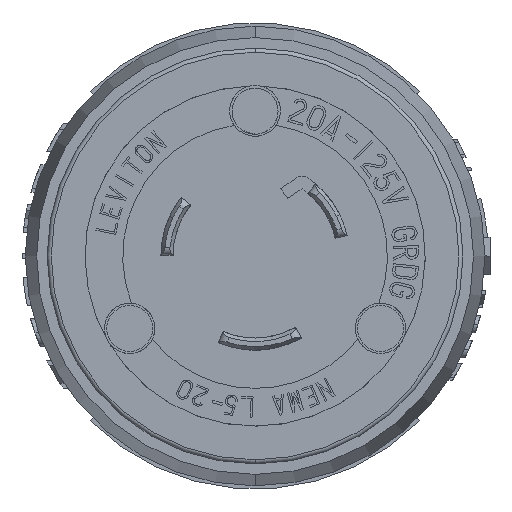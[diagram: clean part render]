
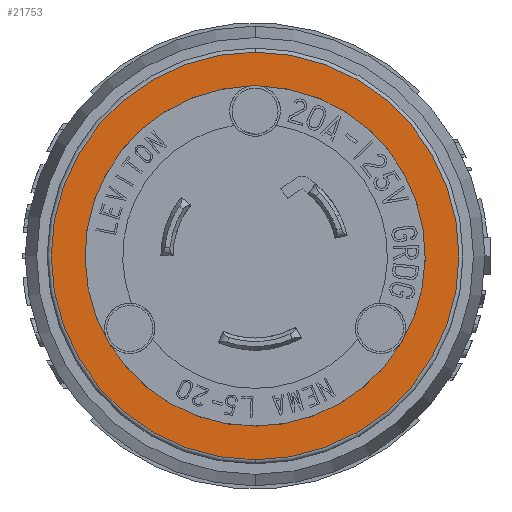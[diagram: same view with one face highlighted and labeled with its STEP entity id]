
A CAD part, left-side view. The second image highlights one B-rep face of the part: STEP entity #21753.
In plain terms, the highlighted planar face has unit normal (-1, 0, 0).
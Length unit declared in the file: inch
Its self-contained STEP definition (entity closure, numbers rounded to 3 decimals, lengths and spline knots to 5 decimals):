
#1347 = CIRCLE ( 'NONE', #16486, 0.8435 ) ;
#2126 = CARTESIAN_POINT ( 'NONE',  ( 0., 0., 1.011 ) ) ;
#2768 = PLANE ( 'NONE',  #39078 ) ;
#3481 = EDGE_CURVE ( 'NONE', #38288, #12913, #1347, .T. ) ;
#4290 = CIRCLE ( 'NONE', #8835, 1.011 ) ;
#5060 = CARTESIAN_POINT ( 'NONE',  ( 0., 0.02771, 0.84304 ) ) ;
#5850 = ORIENTED_EDGE ( 'NONE', *, *, #3481, .F. ) ;
#6132 = ORIENTED_EDGE ( 'NONE', *, *, #17476, .F. ) ;
#7899 = DIRECTION ( 'NONE',  ( 0., 0., 1. ) ) ;
#8136 = DIRECTION ( 'NONE',  ( -1., 0., 0. ) ) ;
#8835 = AXIS2_PLACEMENT_3D ( 'NONE', #13878, #39506, #13410 ) ;
#9451 = CARTESIAN_POINT ( 'NONE',  ( 0., 0., 0.72 ) ) ;
#10360 = CARTESIAN_POINT ( 'NONE',  ( 0., 0., 0. ) ) ;
#10770 = DIRECTION ( 'NONE',  ( 1., 0., 0. ) ) ;
#11080 = FACE_OUTER_BOUND ( 'NONE', #36435, .T. ) ;
#11242 = DIRECTION ( 'NONE',  ( 0., 0., 1. ) ) ;
#12476 = AXIS2_PLACEMENT_3D ( 'NONE', #9451, #27494, #13486 ) ;
#12913 = VERTEX_POINT ( 'NONE', #38107 ) ;
#13410 = DIRECTION ( 'NONE',  ( 0., 0., 1. ) ) ;
#13486 = DIRECTION ( 'NONE',  ( 0., -1., 0. ) ) ;
#13878 = CARTESIAN_POINT ( 'NONE',  ( 0., 0., 0. ) ) ;
#16486 = AXIS2_PLACEMENT_3D ( 'NONE', #27227, #23890, #19876 ) ;
#17476 = EDGE_CURVE ( 'NONE', #12913, #43210, #41262, .T. ) ;
#18588 = AXIS2_PLACEMENT_3D ( 'NONE', #40411, #8136, #7899 ) ;
#18823 = CARTESIAN_POINT ( 'NONE',  ( 0., 0., -0.8435 ) ) ;
#19876 = DIRECTION ( 'NONE',  ( 0., 0., 1. ) ) ;
#21075 = EDGE_CURVE ( 'NONE', #43210, #38288, #22377, .T. ) ;
#21753 = ADVANCED_FACE ( 'NONE', ( #42860, #11080 ), #2768, .T. ) ;
#21835 = AXIS2_PLACEMENT_3D ( 'NONE', #36609, #10770, #11242 ) ;
#22377 = CIRCLE ( 'NONE', #18588, 0.8435 ) ;
#23057 = EDGE_CURVE ( 'NONE', #32035, #36366, #4290, .T. ) ;
#23890 = DIRECTION ( 'NONE',  ( -1., 0., 0. ) ) ;
#24833 = DIRECTION ( 'NONE',  ( 0., 0., 1. ) ) ;
#26138 = EDGE_CURVE ( 'NONE', #36366, #32035, #46885, .T. ) ;
#26909 = ORIENTED_EDGE ( 'NONE', *, *, #21075, .F. ) ;
#27227 = CARTESIAN_POINT ( 'NONE',  ( 0., 0., 0. ) ) ;
#27494 = DIRECTION ( 'NONE',  ( -1., 0., 0. ) ) ;
#28631 = DIRECTION ( 'NONE',  ( -1., 0., 0. ) ) ;
#32035 = VERTEX_POINT ( 'NONE', #41282 ) ;
#36366 = VERTEX_POINT ( 'NONE', #2126 ) ;
#36435 = EDGE_LOOP ( 'NONE', ( #37747, #41797 ) ) ;
#36609 = CARTESIAN_POINT ( 'NONE',  ( 0., 0., 0. ) ) ;
#37747 = ORIENTED_EDGE ( 'NONE', *, *, #23057, .F. ) ;
#38107 = CARTESIAN_POINT ( 'NONE',  ( 0., -0.02771, 0.84304 ) ) ;
#38288 = VERTEX_POINT ( 'NONE', #18823 ) ;
#39078 = AXIS2_PLACEMENT_3D ( 'NONE', #10360, #28631, #24833 ) ;
#39506 = DIRECTION ( 'NONE',  ( 1., 0., 0. ) ) ;
#40411 = CARTESIAN_POINT ( 'NONE',  ( 0., 0., 0. ) ) ;
#41262 = CIRCLE ( 'NONE', #12476, 0.12613 ) ;
#41282 = CARTESIAN_POINT ( 'NONE',  ( 0., 0., -1.011 ) ) ;
#41797 = ORIENTED_EDGE ( 'NONE', *, *, #26138, .F. ) ;
#42860 = FACE_BOUND ( 'NONE', #43101, .T. ) ;
#43101 = EDGE_LOOP ( 'NONE', ( #6132, #5850, #26909 ) ) ;
#43210 = VERTEX_POINT ( 'NONE', #5060 ) ;
#46885 = CIRCLE ( 'NONE', #21835, 1.011 ) ;
